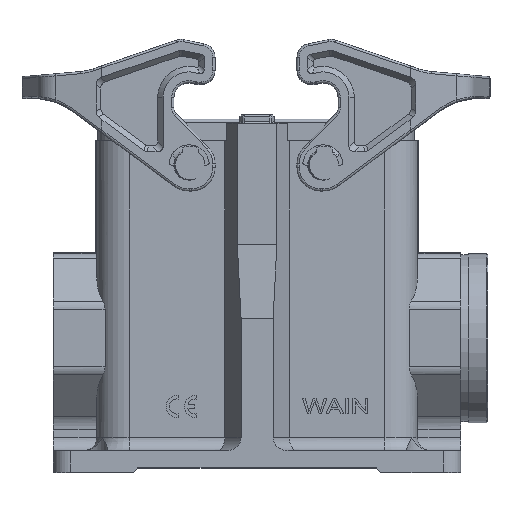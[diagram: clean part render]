
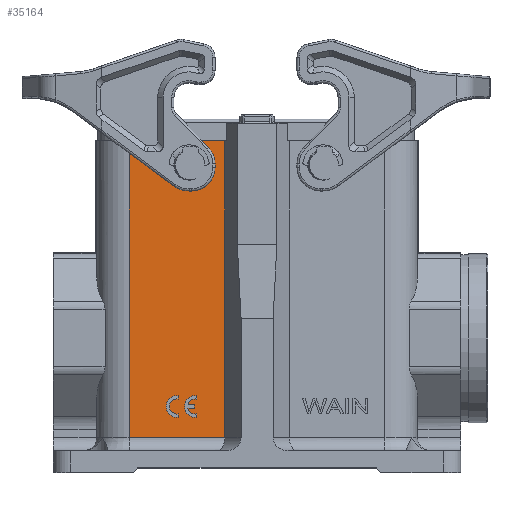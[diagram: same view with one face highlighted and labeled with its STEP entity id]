
A CAD part, top view. The second image highlights one B-rep face of the part: STEP entity #35164.
In plain terms, the highlighted planar face has unit normal (0, 0, 1).
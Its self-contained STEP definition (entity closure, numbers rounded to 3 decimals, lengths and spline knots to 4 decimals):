
#2298=DIRECTION('',(0.,1.,0.));
#2299=VECTOR('',#2298,2.6969);
#2300=CARTESIAN_POINT('',(-1.1417,-2.4449,
0.8661));
#2301=LINE('',#2300,#2299);
#2380=DIRECTION('',(-1.,0.,0.));
#2381=VECTOR('',#2380,0.8681);
#2382=CARTESIAN_POINT('',(-0.2736,0.252,
0.8661));
#2383=LINE('',#2382,#2381);
#2384=CARTESIAN_POINT('',(-0.5886,0.0315,
0.8661));
#2385=DIRECTION('',(0.,0.,-1.));
#2386=DIRECTION('',(-1.,0.,0.));
#2387=AXIS2_PLACEMENT_3D('',#2384,#2385,#2386);
#2389=CARTESIAN_POINT('',(-0.5886,0.0315,
0.8661));
#2390=DIRECTION('',(0.,0.,-1.));
#2391=DIRECTION('',(1.,0.,0.));
#2392=AXIS2_PLACEMENT_3D('',#2389,#2390,#2391);
#2394=DIRECTION('',(0.,-1.,0.));
#2395=VECTOR('',#2394,0.0297);
#2396=CARTESIAN_POINT('',(-0.5305,-2.2301,
0.8661));
#2397=LINE('',#2396,#2395);
#2398=CARTESIAN_POINT('',(-0.5409,-2.1621,
0.8661));
#2399=DIRECTION('',(0.,0.,1.));
#2400=DIRECTION('',(-0.977,-0.214,0.));
#2401=AXIS2_PLACEMENT_3D('',#2398,#2399,#2400);
#2403=DIRECTION('',(-1.,0.,0.));
#2404=VECTOR('',#2403,0.0573);
#2405=CARTESIAN_POINT('',(-0.5508,-2.1768,
0.8661));
#2406=LINE('',#2405,#2404);
#2407=DIRECTION('',(0.,-1.,0.));
#2408=VECTOR('',#2407,0.0298);
#2409=CARTESIAN_POINT('',(-0.5508,-2.147,
0.8661));
#2410=LINE('',#2409,#2408);
#2411=DIRECTION('',(1.,0.,0.));
#2412=VECTOR('',#2411,0.0572);
#2413=CARTESIAN_POINT('',(-0.6079,-2.147,
0.8661));
#2414=LINE('',#2413,#2412);
#2415=CARTESIAN_POINT('',(-0.5409,-2.1621,
0.8661));
#2416=DIRECTION('',(0.,0.,1.));
#2417=DIRECTION('',(0.152,0.988,0.));
#2418=AXIS2_PLACEMENT_3D('',#2415,#2416,#2417);
#2420=DIRECTION('',(0.,-1.,0.));
#2421=VECTOR('',#2420,0.0301);
#2422=CARTESIAN_POINT('',(-0.5305,-2.0641,
0.8661));
#2423=LINE('',#2422,#2421);
#2424=DIRECTION('',(0.,-1.,0.));
#2425=VECTOR('',#2424,0.0301);
#2426=CARTESIAN_POINT('',(-0.6974,-2.0639,
0.8661));
#2427=LINE('',#2426,#2425);
#2428=DIRECTION('',(0.,-1.,0.));
#2429=VECTOR('',#2428,0.0297);
#2430=CARTESIAN_POINT('',(-0.6974,-2.2299,
0.8661));
#2431=LINE('',#2430,#2429);
#2436=DIRECTION('',(0.,-1.,0.));
#2437=VECTOR('',#2436,2.6969);
#2438=CARTESIAN_POINT('',(-0.2736,0.252,
0.8661));
#2439=LINE('',#2438,#2437);
#3026=CARTESIAN_POINT('',(-0.2736,-2.4449,
0.8661));
#3052=DIRECTION('',(-1.,0.,0.));
#3053=VECTOR('',#3052,0.8681);
#3054=CARTESIAN_POINT('',(-0.2736,-2.4449,
0.8661));
#3055=LINE('',#3054,#3053);
#9423=CARTESIAN_POINT('',(-0.5412,-2.1619,
0.8661));
#9424=DIRECTION('',(0.,0.,-1.));
#9425=DIRECTION('',(0.109,-0.994,0.));
#9426=AXIS2_PLACEMENT_3D('',#9423,#9424,#9425);
#9486=CARTESIAN_POINT('',(-0.7078,-2.1619,
0.8661));
#9487=DIRECTION('',(0.,0.,1.));
#9488=DIRECTION('',(0.152,0.988,0.));
#9489=AXIS2_PLACEMENT_3D('',#9486,#9487,#9488);
#9517=CARTESIAN_POINT('',(-0.7082,-2.1617,
0.8661));
#9518=DIRECTION('',(0.,0.,-1.));
#9519=DIRECTION('',(0.109,-0.994,0.));
#9520=AXIS2_PLACEMENT_3D('',#9517,#9518,#9519);
#30491=CARTESIAN_POINT('',(-0.6974,-2.0639,
0.8661));
#30493=VERTEX_POINT('',#30491);
#30546=CARTESIAN_POINT('',(-0.5305,-2.0941,
0.8661));
#30547=CARTESIAN_POINT('',(-0.6079,-2.147,
0.8661));
#30548=VERTEX_POINT('',#30546);
#30549=VERTEX_POINT('',#30547);
#30623=CARTESIAN_POINT('',(-0.7866,0.0315,
0.8661));
#30624=VERTEX_POINT('',#30623);
#30668=CARTESIAN_POINT('',(-0.5305,-2.0641,
0.8661));
#30670=VERTEX_POINT('',#30668);
#30762=CARTESIAN_POINT('',(-0.5508,-2.1768,
0.8661));
#30764=VERTEX_POINT('',#30762);
#30965=VERTEX_POINT('',#3026);
#31107=CARTESIAN_POINT('',(-1.1417,-2.4449,
0.8661));
#31108=CARTESIAN_POINT('',(-1.1417,0.252,
0.8661));
#31109=VERTEX_POINT('',#31107);
#31110=VERTEX_POINT('',#31108);
#31113=CARTESIAN_POINT('',(-0.5305,-2.2301,
0.8661));
#31114=CARTESIAN_POINT('',(-0.5305,-2.2598,
0.8661));
#31115=VERTEX_POINT('',#31113);
#31116=VERTEX_POINT('',#31114);
#31313=CARTESIAN_POINT('',(-0.5508,-2.147,
0.8661));
#31314=VERTEX_POINT('',#31313);
#31395=CARTESIAN_POINT('',(-0.608,-2.1768,
0.8661));
#31397=VERTEX_POINT('',#31395);
#31513=CARTESIAN_POINT('',(-0.6974,-2.2299,
0.8661));
#31515=VERTEX_POINT('',#31513);
#31564=CARTESIAN_POINT('',(-0.3906,0.0315,
0.8661));
#31565=VERTEX_POINT('',#31564);
#31768=CARTESIAN_POINT('',(-0.6974,-2.094,
0.8661));
#31769=VERTEX_POINT('',#31768);
#31862=CARTESIAN_POINT('',(-0.2736,0.252,
0.8661));
#31863=VERTEX_POINT('',#31862);
#32026=CARTESIAN_POINT('',(-0.6974,-2.2596,
0.8661));
#32027=VERTEX_POINT('',#32026);
#35117=CARTESIAN_POINT('',(-2.5512,-0.6929,
0.8661));
#35118=DIRECTION('',(0.,0.,1.));
#35119=DIRECTION('',(1.,0.,0.));
#35120=AXIS2_PLACEMENT_3D('',#35117,#35118,#35119);
#35121=PLANE('',#35120);
#35122=ORIENTED_EDGE('',*,*,#32750,.F.);
#35124=ORIENTED_EDGE('',*,*,#35123,.T.);
#35126=ORIENTED_EDGE('',*,*,#35125,.T.);
#35127=ORIENTED_EDGE('',*,*,#35000,.T.);
#35128=EDGE_LOOP('',(#35122,#35124,#35126,#35127));
#35129=FACE_OUTER_BOUND('',#35128,.F.);
#35131=ORIENTED_EDGE('',*,*,#35130,.F.);
#35133=ORIENTED_EDGE('',*,*,#35132,.F.);
#35134=EDGE_LOOP('',(#35131,#35133));
#35135=FACE_BOUND('',#35134,.F.);
#35137=ORIENTED_EDGE('',*,*,#35136,.F.);
#35139=ORIENTED_EDGE('',*,*,#35138,.F.);
#35141=ORIENTED_EDGE('',*,*,#35140,.F.);
#35143=ORIENTED_EDGE('',*,*,#35142,.F.);
#35145=ORIENTED_EDGE('',*,*,#35144,.F.);
#35147=ORIENTED_EDGE('',*,*,#35146,.F.);
#35149=ORIENTED_EDGE('',*,*,#35148,.F.);
#35151=ORIENTED_EDGE('',*,*,#35150,.F.);
#35152=EDGE_LOOP('',(#35137,#35139,#35141,#35143,#35145,#35147,#35149,#35151));
#35153=FACE_BOUND('',#35152,.F.);
#35155=ORIENTED_EDGE('',*,*,#35154,.F.);
#35157=ORIENTED_EDGE('',*,*,#35156,.F.);
#35159=ORIENTED_EDGE('',*,*,#35158,.F.);
#35161=ORIENTED_EDGE('',*,*,#35160,.F.);
#35162=EDGE_LOOP('',(#35155,#35157,#35159,#35161));
#35163=FACE_BOUND('',#35162,.F.);
#35164=ADVANCED_FACE('',(#35129,#35135,#35153,#35163),#35121,.T.);
#2388=CIRCLE('',#2387,0.198);
#2393=CIRCLE('',#2392,0.198);
#2402=CIRCLE('',#2401,0.0687);
#2419=CIRCLE('',#2418,0.0687);
#9427=CIRCLE('',#9426,0.0984);
#9490=CIRCLE('',#9489,0.0687);
#9521=CIRCLE('',#9520,0.0984);
#32750=EDGE_CURVE('',#31863,#31110,#2383,.T.);
#35000=EDGE_CURVE('',#31109,#31110,#2301,.T.);
#35123=EDGE_CURVE('',#31863,#30965,#2439,.T.);
#35125=EDGE_CURVE('',#30965,#31109,#3055,.T.);
#35130=EDGE_CURVE('',#30624,#31565,#2388,.T.);
#35132=EDGE_CURVE('',#31565,#30624,#2393,.T.);
#35136=EDGE_CURVE('',#31115,#31116,#2397,.T.);
#35138=EDGE_CURVE('',#31397,#31115,#2402,.T.);
#35140=EDGE_CURVE('',#30764,#31397,#2406,.T.);
#35142=EDGE_CURVE('',#31314,#30764,#2410,.T.);
#35144=EDGE_CURVE('',#30549,#31314,#2414,.T.);
#35146=EDGE_CURVE('',#30548,#30549,#2419,.T.);
#35148=EDGE_CURVE('',#30670,#30548,#2423,.T.);
#35150=EDGE_CURVE('',#31116,#30670,#9427,.T.);
#35154=EDGE_CURVE('',#30493,#31769,#2427,.T.);
#35156=EDGE_CURVE('',#32027,#30493,#9521,.T.);
#35158=EDGE_CURVE('',#31515,#32027,#2431,.T.);
#35160=EDGE_CURVE('',#31769,#31515,#9490,.T.);
